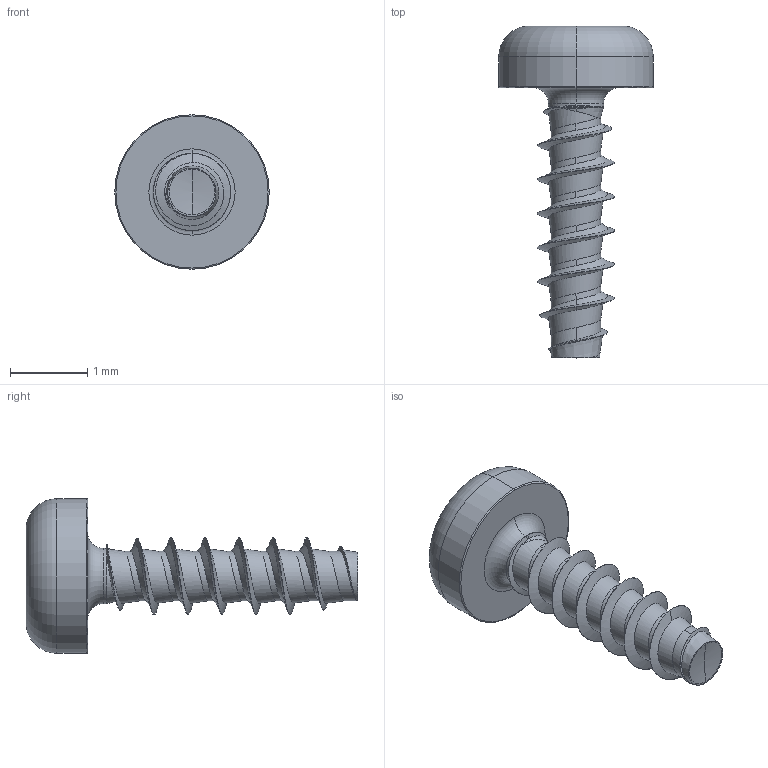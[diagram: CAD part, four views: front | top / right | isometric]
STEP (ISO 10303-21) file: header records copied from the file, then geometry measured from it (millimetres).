
FILE_DESCRIPTION (( 'STEP AP203' ), '1' );
FILE_NAME ('STP390100035.STEP', '2017-08-15T18:46:57', ( '' ), ( '' ), 'SwSTEP 2.0', 'SolidWorks 2015', '' );
FILE_SCHEMA (( 'CONFIG_CONTROL_DESIGN' ));
Length unit declared in the file: millimetre
Products named in the file (1): STP390100035
Bounding box: 2 x 4.3 x 2 mm (x, y, z)
Volume: 3.2 mm3; surface area: 23.3 mm2
Topology: 1 solids, 1 shells, 95 faces, 235 edges, 142 vertices
Faces by surface type: cylinder 39, bspline 35, cone 11, torus 6, sphere 2, plane 2
Entity records: 12792 total; most frequent: CARTESIAN_POINT 10831, ORIENTED_EDGE 466, DIRECTION 290, EDGE_CURVE 233, VERTEX_POINT 142, AXIS2_PLACEMENT_3D 118, B_SPLINE_CURVE_WITH_KNOTS 107, EDGE_LOOP 97
